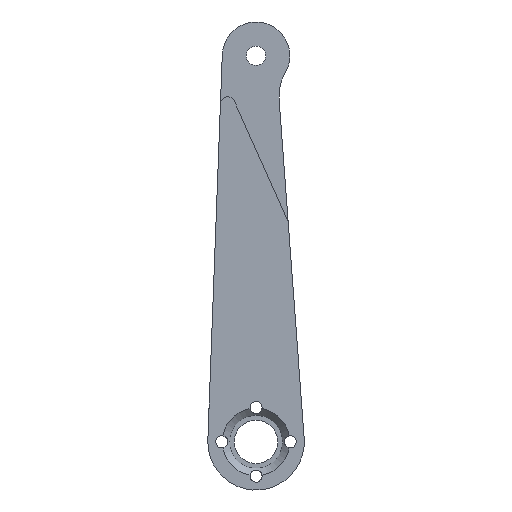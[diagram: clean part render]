
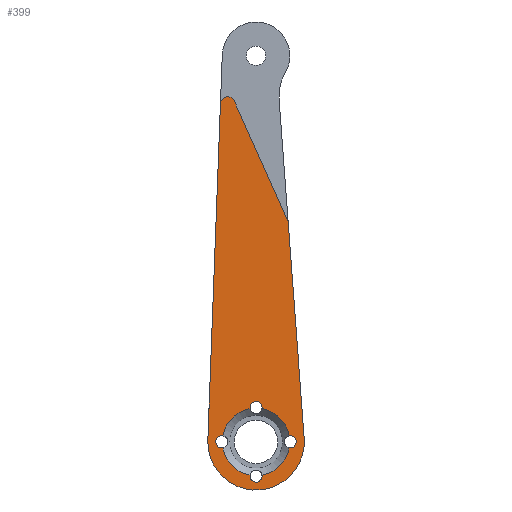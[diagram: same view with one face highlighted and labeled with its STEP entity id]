
A CAD part, left-side view. The second image highlights one B-rep face of the part: STEP entity #399.
In plain terms, the highlighted planar face has unit normal (-1, 0, 0).
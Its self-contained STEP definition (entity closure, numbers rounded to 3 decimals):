
#16=FACE_BOUND('',#63,.T.);
#25=PLANE('',#445);
#43=FACE_OUTER_BOUND('',#62,.T.);
#62=EDGE_LOOP('',(#292,#293,#294,#295,#296));
#63=EDGE_LOOP('',(#297,#298,#299,#300,#301,#302,#303,#304,#305,#306,#307));
#90=LINE('',#742,#114);
#91=LINE('',#746,#115);
#92=LINE('',#748,#116);
#114=VECTOR('',#521,1000.);
#115=VECTOR('',#524,1000.);
#116=VECTOR('',#525,1000.);
#136=CIRCLE('',#432,1.25);
#138=CIRCLE('',#435,1.25);
#139=CIRCLE('',#436,1.25);
#141=CIRCLE('',#439,1.25);
#142=CIRCLE('',#440,1.25);
#144=CIRCLE('',#443,1.25);
#145=CIRCLE('',#444,1.25);
#146=CIRCLE('',#446,10.);
#147=CIRCLE('',#447,1.5);
#148=CIRCLE('',#448,7.);
#149=CIRCLE('',#449,7.);
#150=CIRCLE('',#450,7.);
#151=CIRCLE('',#451,7.);
#167=VERTEX_POINT('',#612);
#168=VERTEX_POINT('',#626);
#170=VERTEX_POINT('',#643);
#171=VERTEX_POINT('',#645);
#172=VERTEX_POINT('',#647);
#174=VERTEX_POINT('',#675);
#175=VERTEX_POINT('',#677);
#177=VERTEX_POINT('',#692);
#179=VERTEX_POINT('',#710);
#180=VERTEX_POINT('',#712);
#181=VERTEX_POINT('',#714);
#182=VERTEX_POINT('',#740);
#183=VERTEX_POINT('',#741);
#184=VERTEX_POINT('',#743);
#185=VERTEX_POINT('',#745);
#186=VERTEX_POINT('',#747);
#209=EDGE_CURVE('',#168,#167,#136,.T.);
#213=EDGE_CURVE('',#171,#170,#138,.T.);
#215=EDGE_CURVE('',#170,#172,#139,.T.);
#218=EDGE_CURVE('',#175,#174,#141,.T.);
#221=EDGE_CURVE('',#174,#177,#142,.T.);
#224=EDGE_CURVE('',#180,#179,#144,.T.);
#226=EDGE_CURVE('',#179,#181,#145,.T.);
#227=EDGE_CURVE('',#182,#183,#90,.T.);
#228=EDGE_CURVE('',#184,#182,#146,.T.);
#229=EDGE_CURVE('',#185,#184,#91,.T.);
#230=EDGE_CURVE('',#186,#185,#92,.T.);
#231=EDGE_CURVE('',#183,#186,#147,.T.);
#232=EDGE_CURVE('',#175,#167,#148,.T.);
#233=EDGE_CURVE('',#180,#177,#149,.T.);
#234=EDGE_CURVE('',#171,#181,#150,.T.);
#235=EDGE_CURVE('',#168,#172,#151,.T.);
#292=ORIENTED_EDGE('',*,*,#227,.F.);
#293=ORIENTED_EDGE('',*,*,#228,.F.);
#294=ORIENTED_EDGE('',*,*,#229,.F.);
#295=ORIENTED_EDGE('',*,*,#230,.F.);
#296=ORIENTED_EDGE('',*,*,#231,.F.);
#297=ORIENTED_EDGE('',*,*,#209,.T.);
#298=ORIENTED_EDGE('',*,*,#232,.F.);
#299=ORIENTED_EDGE('',*,*,#218,.T.);
#300=ORIENTED_EDGE('',*,*,#221,.T.);
#301=ORIENTED_EDGE('',*,*,#233,.F.);
#302=ORIENTED_EDGE('',*,*,#224,.T.);
#303=ORIENTED_EDGE('',*,*,#226,.T.);
#304=ORIENTED_EDGE('',*,*,#234,.F.);
#305=ORIENTED_EDGE('',*,*,#213,.T.);
#306=ORIENTED_EDGE('',*,*,#215,.T.);
#307=ORIENTED_EDGE('',*,*,#235,.F.);
#399=ADVANCED_FACE('',(#43,#16),#25,.T.);
#432=AXIS2_PLACEMENT_3D('',#627,#490,#491);
#435=AXIS2_PLACEMENT_3D('',#646,#497,#498);
#436=AXIS2_PLACEMENT_3D('',#671,#499,#500);
#439=AXIS2_PLACEMENT_3D('',#678,#506,#507);
#440=AXIS2_PLACEMENT_3D('',#706,#508,#509);
#443=AXIS2_PLACEMENT_3D('',#713,#515,#516);
#444=AXIS2_PLACEMENT_3D('',#738,#517,#518);
#445=AXIS2_PLACEMENT_3D('',#739,#519,#520);
#446=AXIS2_PLACEMENT_3D('',#744,#522,#523);
#447=AXIS2_PLACEMENT_3D('',#749,#526,#527);
#448=AXIS2_PLACEMENT_3D('',#750,#528,#529);
#449=AXIS2_PLACEMENT_3D('',#751,#530,#531);
#450=AXIS2_PLACEMENT_3D('',#752,#532,#533);
#451=AXIS2_PLACEMENT_3D('',#753,#534,#535);
#490=DIRECTION('center_axis',(1.,0.,0.));
#491=DIRECTION('ref_axis',(0.,1.,0.));
#497=DIRECTION('center_axis',(1.,0.,0.));
#498=DIRECTION('ref_axis',(0.,1.,0.));
#499=DIRECTION('center_axis',(1.,0.,0.));
#500=DIRECTION('ref_axis',(0.,1.,0.));
#506=DIRECTION('center_axis',(1.,0.,0.));
#507=DIRECTION('ref_axis',(0.,1.,0.));
#508=DIRECTION('center_axis',(1.,0.,0.));
#509=DIRECTION('ref_axis',(0.,1.,0.));
#515=DIRECTION('center_axis',(1.,0.,0.));
#516=DIRECTION('ref_axis',(0.,1.,0.));
#517=DIRECTION('center_axis',(1.,0.,0.));
#518=DIRECTION('ref_axis',(0.,1.,0.));
#519=DIRECTION('center_axis',(-1.,0.,0.));
#520=DIRECTION('ref_axis',(0.,0.,-1.));
#521=DIRECTION('',(0.,-0.038,0.999));
#522=DIRECTION('center_axis',(1.,0.,0.));
#523=DIRECTION('ref_axis',(0.,0.,-1.));
#524=DIRECTION('',(0.,-0.074,-0.997));
#525=DIRECTION('',(0.,-0.408,-0.913));
#526=DIRECTION('center_axis',(1.,0.,0.));
#527=DIRECTION('ref_axis',(0.,0.,-1.));
#528=DIRECTION('center_axis',(-1.,0.,0.));
#529=DIRECTION('ref_axis',(0.,0.,-1.));
#530=DIRECTION('center_axis',(-1.,0.,0.));
#531=DIRECTION('ref_axis',(0.,0.,-1.));
#532=DIRECTION('center_axis',(-1.,0.,0.));
#533=DIRECTION('ref_axis',(0.,0.,-1.));
#534=DIRECTION('center_axis',(-1.,0.,0.));
#535=DIRECTION('ref_axis',(0.,0.,-1.));
#612=CARTESIAN_POINT('',(-2.5,6.891,1.232));
#626=CARTESIAN_POINT('',(-2.5,6.891,-1.232));
#627=CARTESIAN_POINT('Origin',(-2.5,7.1,0.));
#643=CARTESIAN_POINT('',(-2.5,-1.25,-7.1));
#645=CARTESIAN_POINT('',(-2.5,-1.232,-6.891));
#646=CARTESIAN_POINT('Origin',(-2.5,0.,-7.1));
#647=CARTESIAN_POINT('',(-2.5,1.232,-6.891));
#671=CARTESIAN_POINT('Origin',(-2.5,0.,-7.1));
#675=CARTESIAN_POINT('',(-2.5,-1.25,7.1));
#677=CARTESIAN_POINT('',(-2.5,1.232,6.891));
#678=CARTESIAN_POINT('Origin',(-2.5,0.,7.1));
#692=CARTESIAN_POINT('',(-2.5,-1.232,6.891));
#706=CARTESIAN_POINT('Origin',(-2.5,0.,7.1));
#710=CARTESIAN_POINT('',(-2.5,-8.35,0.));
#712=CARTESIAN_POINT('',(-2.5,-6.891,1.232));
#713=CARTESIAN_POINT('Origin',(-2.5,-7.1,0.));
#714=CARTESIAN_POINT('',(-2.5,-6.891,-1.232));
#738=CARTESIAN_POINT('Origin',(-2.5,-7.1,0.));
#739=CARTESIAN_POINT('Origin',(-2.5,0.,0.));
#740=CARTESIAN_POINT('',(-2.5,9.993,0.375));
#741=CARTESIAN_POINT('',(-2.5,7.377,70.077));
#742=CARTESIAN_POINT('',(-2.5,7.136,76.513));
#743=CARTESIAN_POINT('',(-2.5,-9.973,0.738));
#744=CARTESIAN_POINT('Origin',(-2.5,0.,0.));
#745=CARTESIAN_POINT('',(-2.5,-6.649,45.657));
#746=CARTESIAN_POINT('',(-2.5,-9.973,0.738));
#747=CARTESIAN_POINT('',(-2.5,4.509,70.632));
#748=CARTESIAN_POINT('',(-2.5,7.136,76.513));
#749=CARTESIAN_POINT('Origin',(-2.5,5.878,70.021));
#750=CARTESIAN_POINT('Origin',(-2.5,0.,0.));
#751=CARTESIAN_POINT('Origin',(-2.5,0.,0.));
#752=CARTESIAN_POINT('Origin',(-2.5,0.,0.));
#753=CARTESIAN_POINT('Origin',(-2.5,0.,0.));
